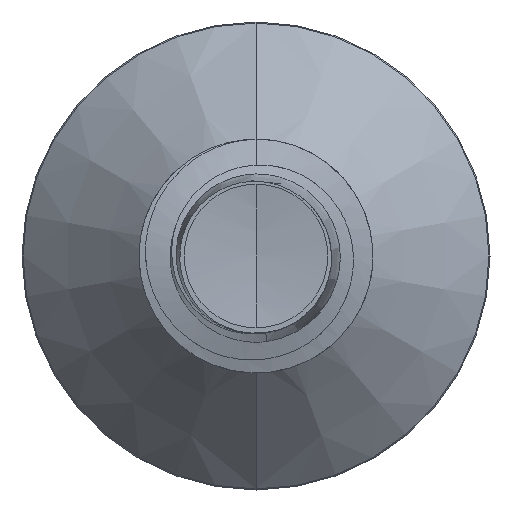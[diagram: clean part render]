
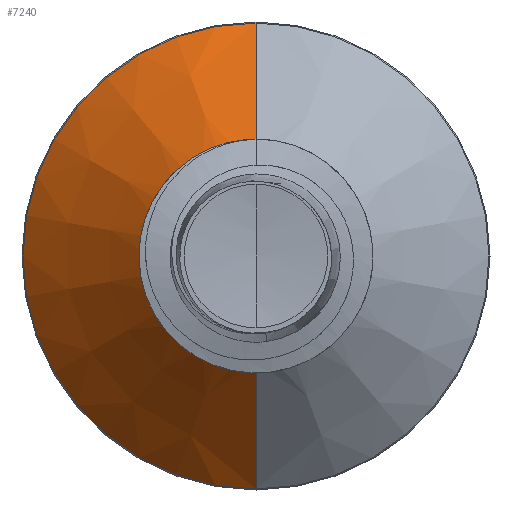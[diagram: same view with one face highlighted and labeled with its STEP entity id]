
A CAD part, front view. The second image highlights one B-rep face of the part: STEP entity #7240.
In plain terms, the highlighted conical face has half-angle 45 degrees and reference radius 0.638 mm.
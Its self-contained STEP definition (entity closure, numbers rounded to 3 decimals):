
#660 = CARTESIAN_POINT ( 'NONE',  ( 0., 0.938, 0.638 ) ) ;
#825 = ORIENTED_EDGE ( 'NONE', *, *, #7157, .T. ) ;
#1066 = DIRECTION ( 'NONE',  ( 0., 0., 1. ) ) ;
#1811 = CARTESIAN_POINT ( 'NONE',  ( 0., 0.938, 0. ) ) ;
#1858 = CIRCLE ( 'NONE', #8705, 0.638 ) ;
#1879 = CIRCLE ( 'NONE', #9645, 1.394 ) ;
#2101 = DIRECTION ( 'NONE',  ( 0., 1., 0. ) ) ;
#2124 = LINE ( 'NONE', #3681, #7770 ) ;
#2226 = CARTESIAN_POINT ( 'NONE',  ( 0., 1.694, 1.394 ) ) ;
#2308 = EDGE_CURVE ( 'NONE', #7570, #8150, #2124, .T. ) ;
#2589 = DIRECTION ( 'NONE',  ( 0., 0., 1. ) ) ;
#2675 = ORIENTED_EDGE ( 'NONE', *, *, #4846, .F. ) ;
#2924 = EDGE_CURVE ( 'NONE', #6358, #8150, #1879, .T. ) ;
#3681 = CARTESIAN_POINT ( 'NONE',  ( 0., 0.938, 0.638 ) ) ;
#3812 = VERTEX_POINT ( 'NONE', #4828 ) ;
#4121 = CARTESIAN_POINT ( 'NONE',  ( 0., 0.938, 0. ) ) ;
#4828 = CARTESIAN_POINT ( 'NONE',  ( 0., 0.938, -0.638 ) ) ;
#4846 = EDGE_CURVE ( 'NONE', #3812, #6358, #5543, .T. ) ;
#5190 = CARTESIAN_POINT ( 'NONE',  ( 0., 0.938, -0.638 ) ) ;
#5404 = CONICAL_SURFACE ( 'NONE', #5635, 0.638, 0.785 ) ;
#5477 = DIRECTION ( 'NONE',  ( 0., 0.707, 0.707 ) ) ;
#5543 = LINE ( 'NONE', #5190, #9408 ) ;
#5635 = AXIS2_PLACEMENT_3D ( 'NONE', #4121, #6368, #1066 ) ;
#6358 = VERTEX_POINT ( 'NONE', #7525 ) ;
#6368 = DIRECTION ( 'NONE',  ( 0., 1., 0. ) ) ;
#6584 = CARTESIAN_POINT ( 'NONE',  ( 0., 1.694, 0. ) ) ;
#7017 = DIRECTION ( 'NONE',  ( 0., 1., 0. ) ) ;
#7064 = ORIENTED_EDGE ( 'NONE', *, *, #2924, .F. ) ;
#7157 = EDGE_CURVE ( 'NONE', #3812, #7570, #1858, .T. ) ;
#7240 = ADVANCED_FACE ( 'NONE', ( #9747 ), #5404, .T. ) ;
#7290 = DIRECTION ( 'NONE',  ( 0., 0., 1. ) ) ;
#7525 = CARTESIAN_POINT ( 'NONE',  ( 0., 1.694, -1.394 ) ) ;
#7570 = VERTEX_POINT ( 'NONE', #660 ) ;
#7770 = VECTOR ( 'NONE', #5477, 1000. ) ;
#8150 = VERTEX_POINT ( 'NONE', #2226 ) ;
#8151 = DIRECTION ( 'NONE',  ( 0., 0.707, -0.707 ) ) ;
#8192 = EDGE_LOOP ( 'NONE', ( #2675, #825, #8779, #7064 ) ) ;
#8705 = AXIS2_PLACEMENT_3D ( 'NONE', #1811, #7017, #2589 ) ;
#8779 = ORIENTED_EDGE ( 'NONE', *, *, #2308, .T. ) ;
#9408 = VECTOR ( 'NONE', #8151, 1000. ) ;
#9645 = AXIS2_PLACEMENT_3D ( 'NONE', #6584, #2101, #7290 ) ;
#9747 = FACE_OUTER_BOUND ( 'NONE', #8192, .T. ) ;
